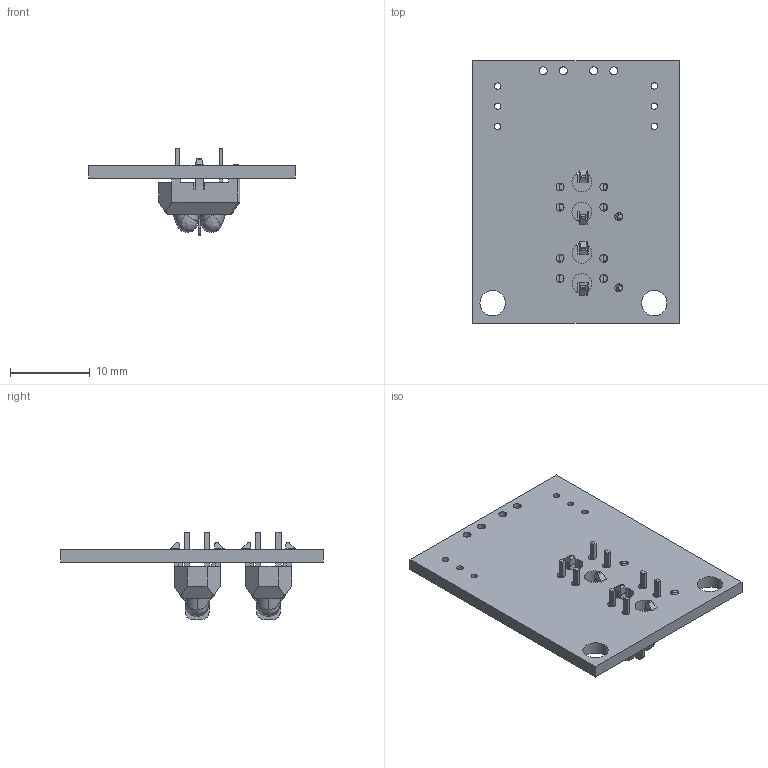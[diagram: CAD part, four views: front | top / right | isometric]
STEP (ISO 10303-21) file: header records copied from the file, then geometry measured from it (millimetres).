
FILE_DESCRIPTION(('KiCad electronic assembly'),'2;1');
FILE_NAME('IrBoards.step','2023-12-26T21:26:57',('Pcbnew'),('Kicad'), 'Open CASCADE STEP processor 7.7','KiCad to STEP converter','Unknown' );
FILE_SCHEMA(('AUTOMOTIVE_DESIGN { 1 0 10303 214 1 1 1 1 }'));
Length unit declared in the file: millimetre
Products named in the file (4): IrBoards 1; TCRT5000; COMPOUND; _autosave-IrBoards PCB
Assembly tree (4 placements, depth 3):
  IrBoards 1
    TCRT5000  x2
      COMPOUND
    _autosave-IrBoards PCB
Bounding box: 26.04 x 33.02 x 11 mm (x, y, z)
Volume: 1781.7 mm3; surface area: 2721.8 mm2
Topology: 15 solids, 15 shells, 448 faces, 1216 edges, 790 vertices
Faces by surface type: plane 360, cylinder 76, bspline 8, cone 4
Full cylindrical faces by diameter (mm): 0.8 x6, 1 x14, 2.5 x4, 3.2 x2
Entity records: 17691 total; most frequent: CARTESIAN_POINT 4665, DIRECTION 2345, LINE 1693, VECTOR 1693, ORIENTED_EDGE 1298, PCURVE 1298, DEFINITIONAL_REPRESENTATION 1298, EDGE_CURVE 649
